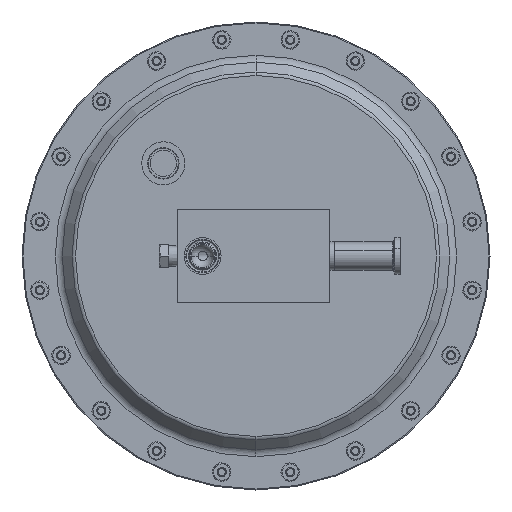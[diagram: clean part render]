
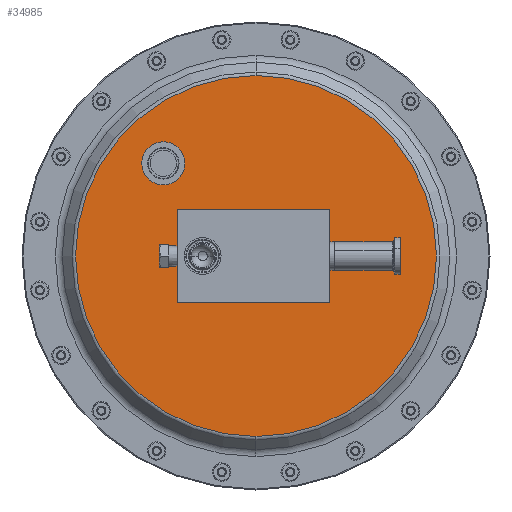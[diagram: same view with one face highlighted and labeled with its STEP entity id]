
A CAD part, front view. The second image highlights one B-rep face of the part: STEP entity #34985.
In plain terms, the highlighted planar face has unit normal (0, -1, 0).
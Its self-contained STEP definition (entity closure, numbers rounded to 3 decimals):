
#270 = EDGE_CURVE ( 'NONE', #12879, #41389, #34091, .T. ) ;
#781 = DIRECTION ( 'NONE',  ( 0., -1., 0. ) ) ;
#912 = VERTEX_POINT ( 'NONE', #28102 ) ;
#1113 = DIRECTION ( 'NONE',  ( 0., 0., -1. ) ) ;
#1465 = CARTESIAN_POINT ( 'NONE',  ( 13.324, 76.2, 0. ) ) ;
#1927 = CARTESIAN_POINT ( 'NONE',  ( 33.136, 76.2, -24.13 ) ) ;
#1970 = ORIENTED_EDGE ( 'NONE', *, *, #31178, .F. ) ;
#2696 = CARTESIAN_POINT ( 'NONE',  ( -6.488, 76.2, -19.812 ) ) ;
#3002 = DIRECTION ( 'NONE',  ( 0., -1., 0. ) ) ;
#3037 = EDGE_CURVE ( 'NONE', #25209, #912, #4117, .T. ) ;
#3195 = DIRECTION ( 'NONE',  ( 0., 1., 0. ) ) ;
#3571 = EDGE_LOOP ( 'NONE', ( #37577, #17902 ) ) ;
#4000 = VERTEX_POINT ( 'NONE', #20746 ) ;
#4117 = CIRCLE ( 'NONE', #34585, 4.318 ) ;
#4471 = ORIENTED_EDGE ( 'NONE', *, *, #26205, .F. ) ;
#4497 = CARTESIAN_POINT ( 'NONE',  ( 13.324, 76.2, 0. ) ) ;
#5073 = CIRCLE ( 'NONE', #11735, 4.318 ) ;
#5782 = EDGE_LOOP ( 'NONE', ( #7329, #33140 ) ) ;
#5968 = DIRECTION ( 'NONE',  ( 0., 0., 1. ) ) ;
#6025 = EDGE_CURVE ( 'NONE', #23337, #25189, #23302, .T. ) ;
#6197 = FACE_OUTER_BOUND ( 'NONE', #7954, .T. ) ;
#6415 = FACE_BOUND ( 'NONE', #3571, .T. ) ;
#6748 = CARTESIAN_POINT ( 'NONE',  ( -6.488, 76.2, 19.812 ) ) ;
#6863 = ORIENTED_EDGE ( 'NONE', *, *, #17796, .F. ) ;
#7329 = ORIENTED_EDGE ( 'NONE', *, *, #3037, .F. ) ;
#7954 = EDGE_LOOP ( 'NONE', ( #45171, #12173 ) ) ;
#8414 = AXIS2_PLACEMENT_3D ( 'NONE', #4497, #781, #43108 ) ;
#8500 = CARTESIAN_POINT ( 'NONE',  ( 33.136, 76.2, 19.812 ) ) ;
#8924 = AXIS2_PLACEMENT_3D ( 'NONE', #25849, #22583, #36774 ) ;
#8979 = VERTEX_POINT ( 'NONE', #44268 ) ;
#9687 = FACE_BOUND ( 'NONE', #37823, .T. ) ;
#10054 = AXIS2_PLACEMENT_3D ( 'NONE', #2696, #12925, #5968 ) ;
#11275 = DIRECTION ( 'NONE',  ( 0., 0., 1. ) ) ;
#11604 = CIRCLE ( 'NONE', #21286, 4.318 ) ;
#11646 = ORIENTED_EDGE ( 'NONE', *, *, #40920, .F. ) ;
#11735 = AXIS2_PLACEMENT_3D ( 'NONE', #35946, #21296, #20853 ) ;
#11760 = DIRECTION ( 'NONE',  ( 0., -1., 0. ) ) ;
#12173 = ORIENTED_EDGE ( 'NONE', *, *, #26803, .F. ) ;
#12407 = CARTESIAN_POINT ( 'NONE',  ( 13.324, 76.2, 4.318 ) ) ;
#12490 = ORIENTED_EDGE ( 'NONE', *, *, #270, .F. ) ;
#12727 = DIRECTION ( 'NONE',  ( 0., 0., 1. ) ) ;
#12879 = VERTEX_POINT ( 'NONE', #16714 ) ;
#12925 = DIRECTION ( 'NONE',  ( 0., -1., 0. ) ) ;
#13180 = FACE_BOUND ( 'NONE', #5782, .T. ) ;
#13429 = DIRECTION ( 'NONE',  ( 0., 0., -1. ) ) ;
#13639 = DIRECTION ( 'NONE',  ( 0., -1., 0. ) ) ;
#13684 = CARTESIAN_POINT ( 'NONE',  ( 33.136, 76.2, 24.13 ) ) ;
#13804 = CARTESIAN_POINT ( 'NONE',  ( -6.488, 76.2, -15.494 ) ) ;
#13913 = CARTESIAN_POINT ( 'NONE',  ( 13.324, 76.2, 0. ) ) ;
#13997 = AXIS2_PLACEMENT_3D ( 'NONE', #45281, #38309, #23686 ) ;
#15095 = DIRECTION ( 'NONE',  ( 0., 0., 1. ) ) ;
#15387 = AXIS2_PLACEMENT_3D ( 'NONE', #18608, #32800, #15095 ) ;
#16510 = VERTEX_POINT ( 'NONE', #1927 ) ;
#16714 = CARTESIAN_POINT ( 'NONE',  ( -49.537, 76.2, 73.854 ) ) ;
#17410 = CIRCLE ( 'NONE', #31517, 122.424 ) ;
#17568 = CARTESIAN_POINT ( 'NONE',  ( 33.136, 76.2, 15.494 ) ) ;
#17623 = CARTESIAN_POINT ( 'NONE',  ( -6.488, 76.2, -24.13 ) ) ;
#17796 = EDGE_CURVE ( 'NONE', #29436, #4000, #43321, .T. ) ;
#17827 = CIRCLE ( 'NONE', #8924, 4.318 ) ;
#17902 = ORIENTED_EDGE ( 'NONE', *, *, #18300, .F. ) ;
#18124 = AXIS2_PLACEMENT_3D ( 'NONE', #8500, #11760, #44087 ) ;
#18300 = EDGE_CURVE ( 'NONE', #20368, #26191, #20347, .T. ) ;
#18608 = CARTESIAN_POINT ( 'NONE',  ( -49.537, 76.2, 62.862 ) ) ;
#19581 = AXIS2_PLACEMENT_3D ( 'NONE', #13913, #3002, #11275 ) ;
#19737 = AXIS2_PLACEMENT_3D ( 'NONE', #19943, #20617, #12727 ) ;
#19943 = CARTESIAN_POINT ( 'NONE',  ( -109.099, 76.2, 0. ) ) ;
#20276 = VERTEX_POINT ( 'NONE', #37840 ) ;
#20347 = CIRCLE ( 'NONE', #18124, 4.318 ) ;
#20368 = VERTEX_POINT ( 'NONE', #17568 ) ;
#20617 = DIRECTION ( 'NONE',  ( 0., -1., 0. ) ) ;
#20746 = CARTESIAN_POINT ( 'NONE',  ( 13.324, 76.2, -4.318 ) ) ;
#20853 = DIRECTION ( 'NONE',  ( 0., 0., 1. ) ) ;
#20935 = DIRECTION ( 'NONE',  ( 0., -1., 0. ) ) ;
#21093 = CARTESIAN_POINT ( 'NONE',  ( -6.488, 76.2, 24.13 ) ) ;
#21232 = EDGE_CURVE ( 'NONE', #912, #25209, #17827, .T. ) ;
#21286 = AXIS2_PLACEMENT_3D ( 'NONE', #25305, #32052, #1113 ) ;
#21296 = DIRECTION ( 'NONE',  ( 0., -1., 0. ) ) ;
#22583 = DIRECTION ( 'NONE',  ( 0., -1., 0. ) ) ;
#22722 = CIRCLE ( 'NONE', #10054, 4.318 ) ;
#23302 = CIRCLE ( 'NONE', #37423, 4.318 ) ;
#23337 = VERTEX_POINT ( 'NONE', #13804 ) ;
#23451 = CARTESIAN_POINT ( 'NONE',  ( -6.488, 76.2, -19.812 ) ) ;
#23686 = DIRECTION ( 'NONE',  ( 0., 0., 1. ) ) ;
#23878 = FACE_BOUND ( 'NONE', #30066, .T. ) ;
#24286 = VERTEX_POINT ( 'NONE', #40665 ) ;
#24397 = EDGE_CURVE ( 'NONE', #8979, #16510, #44006, .T. ) ;
#25189 = VERTEX_POINT ( 'NONE', #17623 ) ;
#25209 = VERTEX_POINT ( 'NONE', #21093 ) ;
#25305 = CARTESIAN_POINT ( 'NONE',  ( 33.136, 76.2, 19.812 ) ) ;
#25849 = CARTESIAN_POINT ( 'NONE',  ( -6.488, 76.2, 19.812 ) ) ;
#26191 = VERTEX_POINT ( 'NONE', #13684 ) ;
#26205 = EDGE_CURVE ( 'NONE', #4000, #29436, #29951, .T. ) ;
#26803 = EDGE_CURVE ( 'NONE', #20276, #24286, #17410, .T. ) ;
#26894 = ORIENTED_EDGE ( 'NONE', *, *, #29027, .F. ) ;
#27074 = EDGE_LOOP ( 'NONE', ( #6863, #4471 ) ) ;
#27596 = PLANE ( 'NONE',  #19737 ) ;
#28102 = CARTESIAN_POINT ( 'NONE',  ( -6.488, 76.2, 15.494 ) ) ;
#29027 = EDGE_CURVE ( 'NONE', #25189, #23337, #22722, .T. ) ;
#29436 = VERTEX_POINT ( 'NONE', #12407 ) ;
#29738 = CIRCLE ( 'NONE', #38645, 122.424 ) ;
#29829 = DIRECTION ( 'NONE',  ( 0., 1., 0. ) ) ;
#29951 = CIRCLE ( 'NONE', #19581, 4.318 ) ;
#30066 = EDGE_LOOP ( 'NONE', ( #12490, #11646 ) ) ;
#31178 = EDGE_CURVE ( 'NONE', #16510, #8979, #5073, .T. ) ;
#31517 = AXIS2_PLACEMENT_3D ( 'NONE', #1465, #29829, #40542 ) ;
#31573 = EDGE_LOOP ( 'NONE', ( #35488, #26894 ) ) ;
#32052 = DIRECTION ( 'NONE',  ( 0., -1., 0. ) ) ;
#32800 = DIRECTION ( 'NONE',  ( 0., -1., 0. ) ) ;
#32874 = AXIS2_PLACEMENT_3D ( 'NONE', #34831, #13639, #45274 ) ;
#33140 = ORIENTED_EDGE ( 'NONE', *, *, #21232, .F. ) ;
#34091 = CIRCLE ( 'NONE', #13997, 10.992 ) ;
#34585 = AXIS2_PLACEMENT_3D ( 'NONE', #6748, #20935, #42333 ) ;
#34831 = CARTESIAN_POINT ( 'NONE',  ( 33.136, 76.2, -19.812 ) ) ;
#34985 = ADVANCED_FACE ( 'NONE', ( #45037, #6415, #13180, #9687, #44599, #23878, #6197 ), #27596, .T. ) ;
#35300 = CARTESIAN_POINT ( 'NONE',  ( 13.324, 76.2, 0. ) ) ;
#35470 = CIRCLE ( 'NONE', #15387, 10.992 ) ;
#35488 = ORIENTED_EDGE ( 'NONE', *, *, #6025, .F. ) ;
#35732 = EDGE_CURVE ( 'NONE', #26191, #20368, #11604, .T. ) ;
#35946 = CARTESIAN_POINT ( 'NONE',  ( 33.136, 76.2, -19.812 ) ) ;
#36669 = CARTESIAN_POINT ( 'NONE',  ( -49.537, 76.2, 51.87 ) ) ;
#36774 = DIRECTION ( 'NONE',  ( 0., 0., -1. ) ) ;
#37423 = AXIS2_PLACEMENT_3D ( 'NONE', #23451, #45280, #37660 ) ;
#37577 = ORIENTED_EDGE ( 'NONE', *, *, #35732, .F. ) ;
#37660 = DIRECTION ( 'NONE',  ( 0., 0., 1. ) ) ;
#37823 = EDGE_LOOP ( 'NONE', ( #45338, #1970 ) ) ;
#37840 = CARTESIAN_POINT ( 'NONE',  ( 13.325, 76.2, 122.424 ) ) ;
#38309 = DIRECTION ( 'NONE',  ( 0., -1., 0. ) ) ;
#38645 = AXIS2_PLACEMENT_3D ( 'NONE', #35300, #3195, #13429 ) ;
#40542 = DIRECTION ( 'NONE',  ( 0., 0., -1. ) ) ;
#40665 = CARTESIAN_POINT ( 'NONE',  ( 13.324, 76.2, -122.424 ) ) ;
#40920 = EDGE_CURVE ( 'NONE', #41389, #12879, #35470, .T. ) ;
#41389 = VERTEX_POINT ( 'NONE', #36669 ) ;
#42333 = DIRECTION ( 'NONE',  ( 0., 0., -1. ) ) ;
#43108 = DIRECTION ( 'NONE',  ( 0., 0., 1. ) ) ;
#43321 = CIRCLE ( 'NONE', #8414, 4.318 ) ;
#44006 = CIRCLE ( 'NONE', #32874, 4.318 ) ;
#44087 = DIRECTION ( 'NONE',  ( 0., 0., -1. ) ) ;
#44268 = CARTESIAN_POINT ( 'NONE',  ( 33.136, 76.2, -15.494 ) ) ;
#44599 = FACE_BOUND ( 'NONE', #31573, .T. ) ;
#45037 = FACE_BOUND ( 'NONE', #27074, .T. ) ;
#45171 = ORIENTED_EDGE ( 'NONE', *, *, #45287, .F. ) ;
#45274 = DIRECTION ( 'NONE',  ( 0., 0., 1. ) ) ;
#45280 = DIRECTION ( 'NONE',  ( 0., -1., 0. ) ) ;
#45281 = CARTESIAN_POINT ( 'NONE',  ( -49.537, 76.2, 62.862 ) ) ;
#45287 = EDGE_CURVE ( 'NONE', #24286, #20276, #29738, .T. ) ;
#45338 = ORIENTED_EDGE ( 'NONE', *, *, #24397, .F. ) ;
